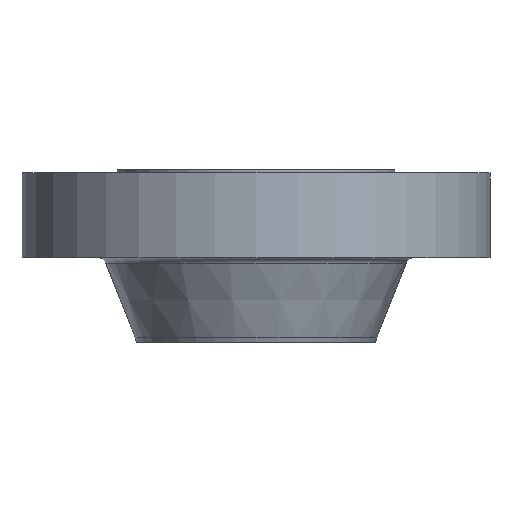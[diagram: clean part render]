
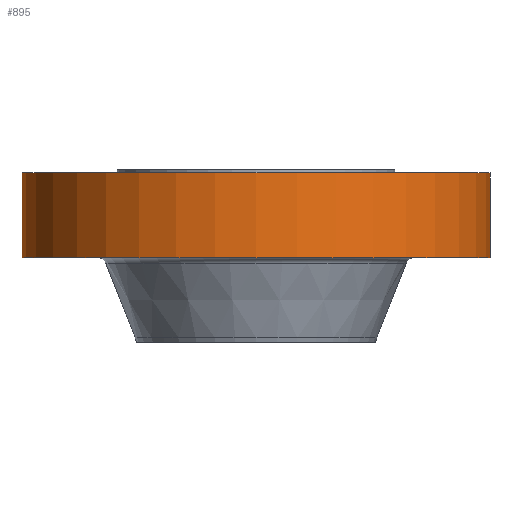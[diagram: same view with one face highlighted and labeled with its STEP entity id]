
A CAD part, front view. The second image highlights one B-rep face of the part: STEP entity #895.
In plain terms, the highlighted cylindrical face has radius 492.125 mm (diameter 984.25 mm), a partial arc.
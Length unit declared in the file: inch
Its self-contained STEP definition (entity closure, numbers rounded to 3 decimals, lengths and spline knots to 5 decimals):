
#83 = CARTESIAN_POINT ( 'NONE',  ( -19.375, 0., -7.25 ) ) ;
#164 = CARTESIAN_POINT ( 'NONE',  ( -19.375, 0., -0.25 ) ) ;
#255 = DIRECTION ( 'NONE',  ( 1., 0., 0. ) ) ;
#300 = AXIS2_PLACEMENT_3D ( 'NONE', #1717, #912, #255 ) ;
#306 = EDGE_CURVE ( 'NONE', #1325, #1505, #1003, .T. ) ;
#315 = DIRECTION ( 'NONE',  ( 0., 0., 1. ) ) ;
#398 = EDGE_CURVE ( 'NONE', #1325, #422, #471, .T. ) ;
#422 = VERTEX_POINT ( 'NONE', #720 ) ;
#462 = VERTEX_POINT ( 'NONE', #991 ) ;
#471 = CIRCLE ( 'NONE', #530, 19.375 ) ;
#508 = DIRECTION ( 'NONE',  ( 0., 0., 1. ) ) ;
#525 = ORIENTED_EDGE ( 'NONE', *, *, #398, .T. ) ;
#530 = AXIS2_PLACEMENT_3D ( 'NONE', #993, #1533, #865 ) ;
#559 = ORIENTED_EDGE ( 'NONE', *, *, #1097, .T. ) ;
#662 = FACE_OUTER_BOUND ( 'NONE', #1290, .T. ) ;
#720 = CARTESIAN_POINT ( 'NONE',  ( 19.375, 0., -7.25 ) ) ;
#722 = LINE ( 'NONE', #1638, #1115 ) ;
#773 = CYLINDRICAL_SURFACE ( 'NONE', #1037, 19.375 ) ;
#865 = DIRECTION ( 'NONE',  ( 1., 0., 0. ) ) ;
#883 = EDGE_CURVE ( 'NONE', #1505, #462, #1063, .T. ) ;
#895 = ADVANCED_FACE ( 'NONE', ( #662 ), #773, .T. ) ;
#912 = DIRECTION ( 'NONE',  ( 0., 0., 1. ) ) ;
#927 = VECTOR ( 'NONE', #315, 39.37008 ) ;
#991 = CARTESIAN_POINT ( 'NONE',  ( 19.375, 0., -0.25 ) ) ;
#993 = CARTESIAN_POINT ( 'NONE',  ( 0., 0., -7.25 ) ) ;
#996 = DIRECTION ( 'NONE',  ( 0., 0., 1. ) ) ;
#1003 = LINE ( 'NONE', #1407, #927 ) ;
#1037 = AXIS2_PLACEMENT_3D ( 'NONE', #1058, #508, #1299 ) ;
#1058 = CARTESIAN_POINT ( 'NONE',  ( 0., 0., 0. ) ) ;
#1063 = CIRCLE ( 'NONE', #300, 19.375 ) ;
#1097 = EDGE_CURVE ( 'NONE', #422, #462, #722, .T. ) ;
#1115 = VECTOR ( 'NONE', #996, 39.37008 ) ;
#1234 = ORIENTED_EDGE ( 'NONE', *, *, #883, .F. ) ;
#1290 = EDGE_LOOP ( 'NONE', ( #1552, #525, #559, #1234 ) ) ;
#1299 = DIRECTION ( 'NONE',  ( 1., 0., 0. ) ) ;
#1325 = VERTEX_POINT ( 'NONE', #83 ) ;
#1407 = CARTESIAN_POINT ( 'NONE',  ( -19.375, 0., 0. ) ) ;
#1505 = VERTEX_POINT ( 'NONE', #164 ) ;
#1533 = DIRECTION ( 'NONE',  ( 0., 0., 1. ) ) ;
#1552 = ORIENTED_EDGE ( 'NONE', *, *, #306, .F. ) ;
#1638 = CARTESIAN_POINT ( 'NONE',  ( 19.375, 0., 0. ) ) ;
#1717 = CARTESIAN_POINT ( 'NONE',  ( 0., 0., -0.25 ) ) ;
